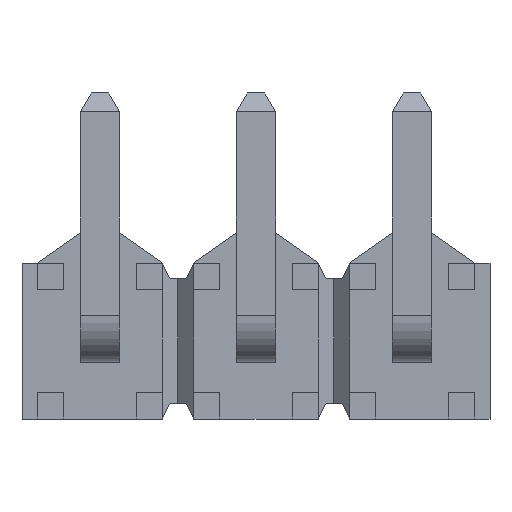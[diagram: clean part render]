
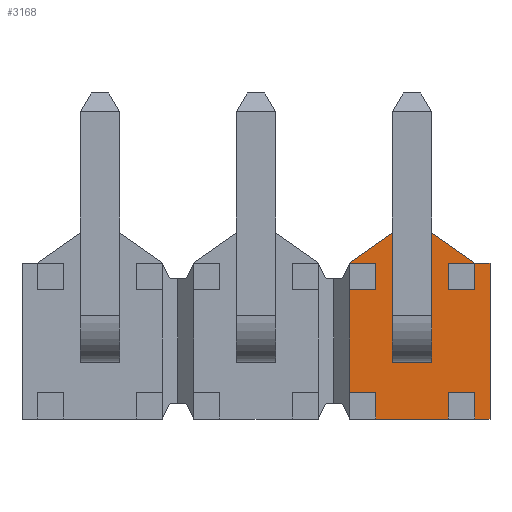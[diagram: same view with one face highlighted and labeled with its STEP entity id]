
A CAD part, front view. The second image highlights one B-rep face of the part: STEP entity #3168.
In plain terms, the highlighted planar face has unit normal (0, -1, 0).
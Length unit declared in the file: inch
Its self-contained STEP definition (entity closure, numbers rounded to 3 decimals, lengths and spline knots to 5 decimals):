
#405=ORIENTED_EDGE('',*,*,#1189,.F.);
#406=ORIENTED_EDGE('',*,*,#1121,.T.);
#407=ORIENTED_EDGE('',*,*,#1025,.T.);
#408=ORIENTED_EDGE('',*,*,#1117,.F.);
#409=ORIENTED_EDGE('',*,*,#1190,.F.);
#410=ORIENTED_EDGE('',*,*,#1086,.T.);
#411=ORIENTED_EDGE('',*,*,#1021,.T.);
#412=ORIENTED_EDGE('',*,*,#1175,.T.);
#413=ORIENTED_EDGE('',*,*,#1123,.T.);
#414=ORIENTED_EDGE('',*,*,#1084,.T.);
#415=ORIENTED_EDGE('',*,*,#1191,.T.);
#416=ORIENTED_EDGE('',*,*,#1113,.F.);
#417=ORIENTED_EDGE('',*,*,#1127,.T.);
#418=ORIENTED_EDGE('',*,*,#1192,.F.);
#419=ORIENTED_EDGE('',*,*,#1186,.F.);
#420=ORIENTED_EDGE('',*,*,#1193,.F.);
#421=ORIENTED_EDGE('',*,*,#1128,.T.);
#422=ORIENTED_EDGE('',*,*,#1119,.T.);
#423=ORIENTED_EDGE('',*,*,#1194,.T.);
#424=ORIENTED_EDGE('',*,*,#989,.F.);
#425=ORIENTED_EDGE('',*,*,#1167,.F.);
#426=ORIENTED_EDGE('',*,*,#1144,.F.);
#427=ORIENTED_EDGE('',*,*,#1141,.F.);
#428=ORIENTED_EDGE('',*,*,#1138,.F.);
#989=EDGE_CURVE('',#1434,#1428,#1717,.T.);
#1021=EDGE_CURVE('',#1458,#1457,#1749,.T.);
#1025=EDGE_CURVE('',#1462,#1461,#1753,.T.);
#1084=EDGE_CURVE('',#1502,#1501,#1812,.T.);
#1086=EDGE_CURVE('',#1503,#1458,#1814,.T.);
#1113=EDGE_CURVE('',#1519,#1520,#1841,.T.);
#1117=EDGE_CURVE('',#1521,#1461,#1845,.T.);
#1119=EDGE_CURVE('',#1523,#1522,#1847,.T.);
#1121=EDGE_CURVE('',#1524,#1462,#1849,.T.);
#1123=EDGE_CURVE('',#1525,#1502,#1851,.T.);
#1127=EDGE_CURVE('',#1519,#1528,#1855,.T.);
#1128=EDGE_CURVE('',#1427,#1523,#1856,.T.);
#1138=EDGE_CURVE('',#1534,#1535,#1866,.T.);
#1141=EDGE_CURVE('',#1535,#1537,#1869,.T.);
#1144=EDGE_CURVE('',#1537,#1539,#1872,.T.);
#1167=EDGE_CURVE('',#1539,#1534,#1895,.T.);
#1175=EDGE_CURVE('',#1457,#1525,#1903,.T.);
#1186=EDGE_CURVE('',#1563,#1564,#1914,.T.);
#1189=EDGE_CURVE('',#1524,#1434,#1917,.T.);
#1190=EDGE_CURVE('',#1503,#1521,#1918,.T.);
#1191=EDGE_CURVE('',#1501,#1520,#1919,.T.);
#1192=EDGE_CURVE('',#1564,#1528,#1920,.T.);
#1193=EDGE_CURVE('',#1427,#1563,#1921,.T.);
#1194=EDGE_CURVE('',#1522,#1428,#1922,.T.);
#1427=VERTEX_POINT('',#4395);
#1428=VERTEX_POINT('',#4396);
#1434=VERTEX_POINT('',#4408);
#1457=VERTEX_POINT('',#4467);
#1458=VERTEX_POINT('',#4469);
#1461=VERTEX_POINT('',#4475);
#1462=VERTEX_POINT('',#4477);
#1501=VERTEX_POINT('',#4595);
#1502=VERTEX_POINT('',#4597);
#1503=VERTEX_POINT('',#4601);
#1519=VERTEX_POINT('',#4655);
#1520=VERTEX_POINT('',#4656);
#1521=VERTEX_POINT('',#4661);
#1522=VERTEX_POINT('',#4665);
#1523=VERTEX_POINT('',#4667);
#1524=VERTEX_POINT('',#4671);
#1525=VERTEX_POINT('',#4675);
#1528=VERTEX_POINT('',#4681);
#1534=VERTEX_POINT('',#4704);
#1535=VERTEX_POINT('',#4706);
#1537=VERTEX_POINT('',#4712);
#1539=VERTEX_POINT('',#4718);
#1563=VERTEX_POINT('',#4799);
#1564=VERTEX_POINT('',#4800);
#1717=LINE('',#4409,#2153);
#1749=LINE('',#4468,#2185);
#1753=LINE('',#4476,#2189);
#1812=LINE('',#4596,#2248);
#1814=LINE('',#4600,#2250);
#1841=LINE('',#4654,#2277);
#1845=LINE('',#4662,#2281);
#1847=LINE('',#4666,#2283);
#1849=LINE('',#4670,#2285);
#1851=LINE('',#4674,#2287);
#1855=LINE('',#4682,#2291);
#1856=LINE('',#4684,#2292);
#1866=LINE('',#4705,#2302);
#1869=LINE('',#4711,#2305);
#1872=LINE('',#4717,#2308);
#1895=LINE('',#4765,#2331);
#1903=LINE('',#4777,#2339);
#1914=LINE('',#4798,#2350);
#1917=LINE('',#4804,#2353);
#1918=LINE('',#4805,#2354);
#1919=LINE('',#4806,#2355);
#1920=LINE('',#4807,#2356);
#1921=LINE('',#4808,#2357);
#1922=LINE('',#4809,#2358);
#2153=VECTOR('',#3553,39.37008);
#2185=VECTOR('',#3593,39.37008);
#2189=VECTOR('',#3597,39.37008);
#2248=VECTOR('',#3698,39.37008);
#2250=VECTOR('',#3702,39.37008);
#2277=VECTOR('',#3751,39.37008);
#2281=VECTOR('',#3757,39.37008);
#2283=VECTOR('',#3761,39.37008);
#2285=VECTOR('',#3765,39.37008);
#2287=VECTOR('',#3769,39.37008);
#2291=VECTOR('',#3773,39.37008);
#2292=VECTOR('',#3776,39.37008);
#2302=VECTOR('',#3796,39.37008);
#2305=VECTOR('',#3801,39.37008);
#2308=VECTOR('',#3806,39.37008);
#2331=VECTOR('',#3843,39.37008);
#2339=VECTOR('',#3859,39.37008);
#2350=VECTOR('',#3878,39.37008);
#2353=VECTOR('',#3883,39.37008);
#2354=VECTOR('',#3884,39.37008);
#2355=VECTOR('',#3885,39.37008);
#2356=VECTOR('',#3886,39.37008);
#2357=VECTOR('',#3887,39.37008);
#2358=VECTOR('',#3888,39.37008);
#2619=EDGE_LOOP('',(#405,#406,#407,#408,#409,#410,#411,#412,#413,#414,#415,
#416,#417,#418,#419,#420,#421,#422,#423,#424));
#2620=EDGE_LOOP('',(#425,#426,#427,#428));
#2809=FACE_BOUND('',#2619,.T.);
#2810=FACE_BOUND('',#2620,.T.);
#2996=PLANE('',#3372);
#3168=ADVANCED_FACE('',(#2809,#2810),#2996,.F.);
#3372=AXIS2_PLACEMENT_3D('',#4803,#3881,#3882);
#3553=DIRECTION('',(0.,0.,1.));
#3593=DIRECTION('',(1.,0.,0.));
#3597=DIRECTION('',(1.,0.,0.));
#3698=DIRECTION('',(0.,0.,-1.));
#3702=DIRECTION('',(0.,0.,-1.));
#3751=DIRECTION('',(0.,0.,-1.));
#3757=DIRECTION('',(0.,0.,-1.));
#3761=DIRECTION('',(0.,0.,-1.));
#3765=DIRECTION('',(0.,0.,-1.));
#3769=DIRECTION('',(-1.,0.,0.));
#3773=DIRECTION('',(1.,0.,0.));
#3776=DIRECTION('',(1.,0.,0.));
#3796=DIRECTION('',(1.,0.,0.));
#3801=DIRECTION('',(0.,0.,1.));
#3806=DIRECTION('',(-1.,0.,0.));
#3843=DIRECTION('',(0.,0.,-1.));
#3859=DIRECTION('',(0.,0.,1.));
#3878=DIRECTION('',(1.,0.,0.));
#3881=DIRECTION('',(0.,1.,0.));
#3882=DIRECTION('',(0.,0.,1.));
#3883=DIRECTION('',(-1.,0.,0.));
#3884=DIRECTION('',(-1.,0.,0.));
#3885=DIRECTION('',(-1.,0.,0.));
#3886=DIRECTION('',(0.819,0.,-0.574));
#3887=DIRECTION('',(0.819,0.,0.574));
#3888=DIRECTION('',(-1.,0.,0.));
#4395=CARTESIAN_POINT('',(0.06,0.02,0.05));
#4396=CARTESIAN_POINT('',(0.06,0.02,0.033));
#4408=CARTESIAN_POINT('',(0.06,0.02,-0.033));
#4409=CARTESIAN_POINT('',(0.06,0.02,0.3));
#4467=CARTESIAN_POINT('',(0.15,0.02,-0.05));
#4468=CARTESIAN_POINT('',(0.15,0.02,-0.05));
#4469=CARTESIAN_POINT('',(0.14012,0.02,-0.05));
#4475=CARTESIAN_POINT('',(0.12312,0.02,-0.05));
#4476=CARTESIAN_POINT('',(0.15,0.02,-0.05));
#4477=CARTESIAN_POINT('',(0.07688,0.02,-0.05));
#4595=CARTESIAN_POINT('',(0.14012,0.02,0.033));
#4596=CARTESIAN_POINT('',(0.14012,0.02,0.1));
#4597=CARTESIAN_POINT('',(0.14012,0.02,0.05));
#4600=CARTESIAN_POINT('',(0.14012,0.02,0.1));
#4601=CARTESIAN_POINT('',(0.14012,0.02,-0.033));
#4654=CARTESIAN_POINT('',(0.12312,0.02,0.1));
#4655=CARTESIAN_POINT('',(0.12312,0.02,0.05));
#4656=CARTESIAN_POINT('',(0.12312,0.02,0.033));
#4661=CARTESIAN_POINT('',(0.12312,0.02,-0.033));
#4662=CARTESIAN_POINT('',(0.12312,0.02,0.1));
#4665=CARTESIAN_POINT('',(0.07688,0.02,0.033));
#4666=CARTESIAN_POINT('',(0.07688,0.02,0.1));
#4667=CARTESIAN_POINT('',(0.07688,0.02,0.05));
#4670=CARTESIAN_POINT('',(0.07688,0.02,0.1));
#4671=CARTESIAN_POINT('',(0.07688,0.02,-0.033));
#4674=CARTESIAN_POINT('',(-0.15,0.02,0.05));
#4675=CARTESIAN_POINT('',(0.15,0.02,0.05));
#4681=CARTESIAN_POINT('',(0.14,0.02,0.05));
#4682=CARTESIAN_POINT('',(-0.15,0.02,0.05));
#4684=CARTESIAN_POINT('',(-0.15,0.02,0.05));
#4704=CARTESIAN_POINT('',(0.0875,0.02,-0.0135));
#4705=CARTESIAN_POINT('',(0.1125,0.02,-0.0135));
#4706=CARTESIAN_POINT('',(0.1125,0.02,-0.0135));
#4711=CARTESIAN_POINT('',(0.1125,0.02,0.0115));
#4712=CARTESIAN_POINT('',(0.1125,0.02,0.0115));
#4717=CARTESIAN_POINT('',(0.0875,0.02,0.0115));
#4718=CARTESIAN_POINT('',(0.0875,0.02,0.0115));
#4765=CARTESIAN_POINT('',(0.0875,0.02,-0.0135));
#4777=CARTESIAN_POINT('',(0.15,0.02,0.05));
#4798=CARTESIAN_POINT('',(0.0871,0.02,0.069));
#4799=CARTESIAN_POINT('',(0.0871,0.02,0.069));
#4800=CARTESIAN_POINT('',(0.1129,0.02,0.069));
#4803=CARTESIAN_POINT('',(0.,0.02,0.));
#4804=CARTESIAN_POINT('',(0.3,0.02,-0.033));
#4805=CARTESIAN_POINT('',(0.3,0.02,-0.033));
#4806=CARTESIAN_POINT('',(0.3,0.02,0.033));
#4807=CARTESIAN_POINT('',(0.1129,0.02,0.069));
#4808=CARTESIAN_POINT('',(0.06,0.02,0.05));
#4809=CARTESIAN_POINT('',(0.3,0.02,0.033));
